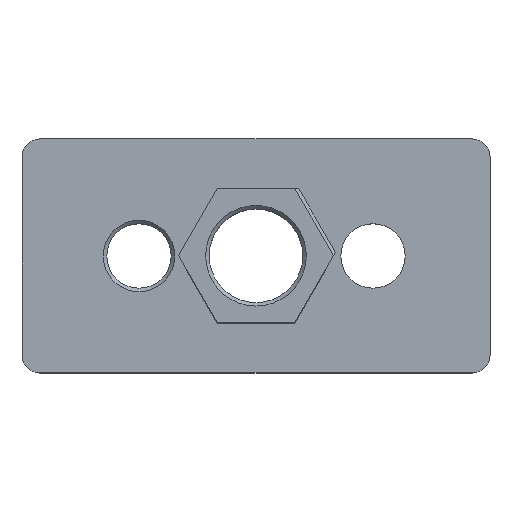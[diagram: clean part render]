
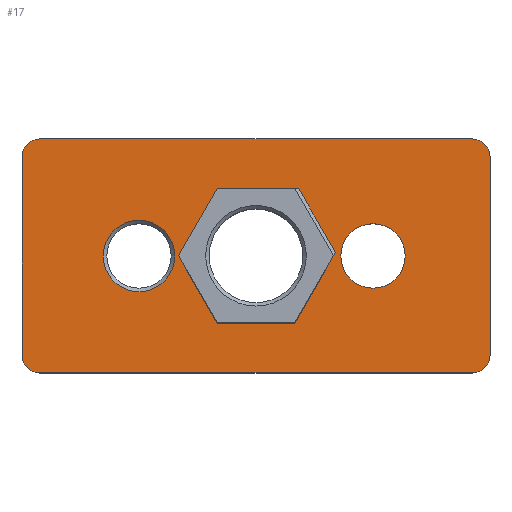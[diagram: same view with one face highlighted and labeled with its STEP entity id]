
A CAD part, top view. The second image highlights one B-rep face of the part: STEP entity #17.
In plain terms, the highlighted planar face has unit normal (0, 0, 1).
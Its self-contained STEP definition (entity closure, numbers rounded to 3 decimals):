
#17 = ADVANCED_FACE('',(#18,#84,#154,#165),#176,.F.);
#18 = FACE_BOUND('',#19,.F.);
#19 = EDGE_LOOP('',(#20,#30,#38,#46,#54,#62,#70,#78));
#20 = ORIENTED_EDGE('',*,*,#21,.T.);
#21 = EDGE_CURVE('',#22,#24,#26,.T.);
#22 = VERTEX_POINT('',#23);
#23 = CARTESIAN_POINT('',(6.628,0.,3.2));
#24 = VERTEX_POINT('',#25);
#25 = CARTESIAN_POINT('',(6.801,0.3,3.2));
#26 = LINE('',#27,#28);
#27 = CARTESIAN_POINT('',(4.142,-4.305,3.2));
#28 = VECTOR('',#29,1.);
#29 = DIRECTION('',(0.5,0.866,0.));
#30 = ORIENTED_EDGE('',*,*,#31,.T.);
#31 = EDGE_CURVE('',#24,#32,#34,.T.);
#32 = VERTEX_POINT('',#33);
#33 = CARTESIAN_POINT('',(3.66,5.74,3.2));
#34 = LINE('',#35,#36);
#35 = CARTESIAN_POINT('',(6.888,0.15,3.2));
#36 = VECTOR('',#37,1.);
#37 = DIRECTION('',(-0.5,0.866,0.));
#38 = ORIENTED_EDGE('',*,*,#39,.F.);
#39 = EDGE_CURVE('',#40,#32,#42,.T.);
#40 = VERTEX_POINT('',#41);
#41 = CARTESIAN_POINT('',(3.314,5.74,3.2));
#42 = LINE('',#43,#44);
#43 = CARTESIAN_POINT('',(1.657,5.74,3.2));
#44 = VECTOR('',#45,1.);
#45 = DIRECTION('',(1.,0.,0.));
#46 = ORIENTED_EDGE('',*,*,#47,.T.);
#47 = EDGE_CURVE('',#40,#48,#50,.T.);
#48 = VERTEX_POINT('',#49);
#49 = CARTESIAN_POINT('',(-3.314,5.74,3.2));
#50 = LINE('',#51,#52);
#51 = CARTESIAN_POINT('',(3.314,5.74,3.2));
#52 = VECTOR('',#53,1.);
#53 = DIRECTION('',(-1.,0.,0.));
#54 = ORIENTED_EDGE('',*,*,#55,.T.);
#55 = EDGE_CURVE('',#48,#56,#58,.T.);
#56 = VERTEX_POINT('',#57);
#57 = CARTESIAN_POINT('',(-6.628,0.,3.2));
#58 = LINE('',#59,#60);
#59 = CARTESIAN_POINT('',(-3.314,5.74,3.2));
#60 = VECTOR('',#61,1.);
#61 = DIRECTION('',(-0.5,-0.866,0.));
#62 = ORIENTED_EDGE('',*,*,#63,.T.);
#63 = EDGE_CURVE('',#56,#64,#66,.T.);
#64 = VERTEX_POINT('',#65);
#65 = CARTESIAN_POINT('',(-3.314,-5.74,3.2));
#66 = LINE('',#67,#68);
#67 = CARTESIAN_POINT('',(-6.628,0.,3.2));
#68 = VECTOR('',#69,1.);
#69 = DIRECTION('',(0.5,-0.866,0.));
#70 = ORIENTED_EDGE('',*,*,#71,.T.);
#71 = EDGE_CURVE('',#64,#72,#74,.T.);
#72 = VERTEX_POINT('',#73);
#73 = CARTESIAN_POINT('',(3.314,-5.74,3.2));
#74 = LINE('',#75,#76);
#75 = CARTESIAN_POINT('',(-3.314,-5.74,3.2));
#76 = VECTOR('',#77,1.);
#77 = DIRECTION('',(1.,0.,0.));
#78 = ORIENTED_EDGE('',*,*,#79,.T.);
#79 = EDGE_CURVE('',#72,#22,#80,.T.);
#80 = LINE('',#81,#82);
#81 = CARTESIAN_POINT('',(3.314,-5.74,3.2));
#82 = VECTOR('',#83,1.);
#83 = DIRECTION('',(0.5,0.866,0.));
#84 = FACE_BOUND('',#85,.F.);
#85 = EDGE_LOOP('',(#86,#96,#105,#113,#122,#130,#139,#147));
#86 = ORIENTED_EDGE('',*,*,#87,.T.);
#87 = EDGE_CURVE('',#88,#90,#92,.T.);
#88 = VERTEX_POINT('',#89);
#89 = CARTESIAN_POINT('',(-18.5,10.,3.2));
#90 = VERTEX_POINT('',#91);
#91 = CARTESIAN_POINT('',(18.5,10.,3.2));
#92 = LINE('',#93,#94);
#93 = CARTESIAN_POINT('',(-20.,10.,3.2));
#94 = VECTOR('',#95,1.);
#95 = DIRECTION('',(1.,0.,0.));
#96 = ORIENTED_EDGE('',*,*,#97,.T.);
#97 = EDGE_CURVE('',#90,#98,#100,.T.);
#98 = VERTEX_POINT('',#99);
#99 = CARTESIAN_POINT('',(20.,8.5,3.2));
#100 = CIRCLE('',#101,1.5);
#101 = AXIS2_PLACEMENT_3D('',#102,#103,#104);
#102 = CARTESIAN_POINT('',(18.5,8.5,3.2));
#103 = DIRECTION('',(-0.,-0.,-1.));
#104 = DIRECTION('',(0.,-1.,0.));
#105 = ORIENTED_EDGE('',*,*,#106,.T.);
#106 = EDGE_CURVE('',#98,#107,#109,.T.);
#107 = VERTEX_POINT('',#108);
#108 = CARTESIAN_POINT('',(20.,-8.5,3.2));
#109 = LINE('',#110,#111);
#110 = CARTESIAN_POINT('',(20.,10.,3.2));
#111 = VECTOR('',#112,1.);
#112 = DIRECTION('',(0.,-1.,0.));
#113 = ORIENTED_EDGE('',*,*,#114,.T.);
#114 = EDGE_CURVE('',#107,#115,#117,.T.);
#115 = VERTEX_POINT('',#116);
#116 = CARTESIAN_POINT('',(18.5,-10.,3.2));
#117 = CIRCLE('',#118,1.5);
#118 = AXIS2_PLACEMENT_3D('',#119,#120,#121);
#119 = CARTESIAN_POINT('',(18.5,-8.5,3.2));
#120 = DIRECTION('',(-0.,-0.,-1.));
#121 = DIRECTION('',(0.,-1.,0.));
#122 = ORIENTED_EDGE('',*,*,#123,.T.);
#123 = EDGE_CURVE('',#115,#124,#126,.T.);
#124 = VERTEX_POINT('',#125);
#125 = CARTESIAN_POINT('',(-18.5,-10.,3.2));
#126 = LINE('',#127,#128);
#127 = CARTESIAN_POINT('',(20.,-10.,3.2));
#128 = VECTOR('',#129,1.);
#129 = DIRECTION('',(-1.,0.,0.));
#130 = ORIENTED_EDGE('',*,*,#131,.T.);
#131 = EDGE_CURVE('',#124,#132,#134,.T.);
#132 = VERTEX_POINT('',#133);
#133 = CARTESIAN_POINT('',(-20.,-8.5,3.2));
#134 = CIRCLE('',#135,1.5);
#135 = AXIS2_PLACEMENT_3D('',#136,#137,#138);
#136 = CARTESIAN_POINT('',(-18.5,-8.5,3.2));
#137 = DIRECTION('',(-0.,-0.,-1.));
#138 = DIRECTION('',(0.,-1.,0.));
#139 = ORIENTED_EDGE('',*,*,#140,.T.);
#140 = EDGE_CURVE('',#132,#141,#143,.T.);
#141 = VERTEX_POINT('',#142);
#142 = CARTESIAN_POINT('',(-20.,8.5,3.2));
#143 = LINE('',#144,#145);
#144 = CARTESIAN_POINT('',(-20.,-10.,3.2));
#145 = VECTOR('',#146,1.);
#146 = DIRECTION('',(0.,1.,0.));
#147 = ORIENTED_EDGE('',*,*,#148,.F.);
#148 = EDGE_CURVE('',#88,#141,#149,.T.);
#149 = CIRCLE('',#150,1.5);
#150 = AXIS2_PLACEMENT_3D('',#151,#152,#153);
#151 = CARTESIAN_POINT('',(-18.5,8.5,3.2));
#152 = DIRECTION('',(-0.,0.,1.));
#153 = DIRECTION('',(0.,-1.,0.));
#154 = FACE_BOUND('',#155,.F.);
#155 = EDGE_LOOP('',(#156));
#156 = ORIENTED_EDGE('',*,*,#157,.T.);
#157 = EDGE_CURVE('',#158,#158,#160,.T.);
#158 = VERTEX_POINT('',#159);
#159 = CARTESIAN_POINT('',(12.75,0.,3.2));
#160 = CIRCLE('',#161,2.75);
#161 = AXIS2_PLACEMENT_3D('',#162,#163,#164);
#162 = CARTESIAN_POINT('',(10.,0.,3.2));
#163 = DIRECTION('',(0.,0.,1.));
#164 = DIRECTION('',(1.,0.,0.));
#165 = FACE_BOUND('',#166,.F.);
#166 = EDGE_LOOP('',(#167));
#167 = ORIENTED_EDGE('',*,*,#168,.T.);
#168 = EDGE_CURVE('',#169,#169,#171,.T.);
#169 = VERTEX_POINT('',#170);
#170 = CARTESIAN_POINT('',(-6.95,0.,3.2));
#171 = CIRCLE('',#172,3.05);
#172 = AXIS2_PLACEMENT_3D('',#173,#174,#175);
#173 = CARTESIAN_POINT('',(-10.,0.,3.2));
#174 = DIRECTION('',(0.,0.,1.));
#175 = DIRECTION('',(1.,0.,-0.));
#176 = PLANE('',#177);
#177 = AXIS2_PLACEMENT_3D('',#178,#179,#180);
#178 = CARTESIAN_POINT('',(0.,0.,3.2));
#179 = DIRECTION('',(-0.,-0.,-1.));
#180 = DIRECTION('',(-1.,0.,0.));
